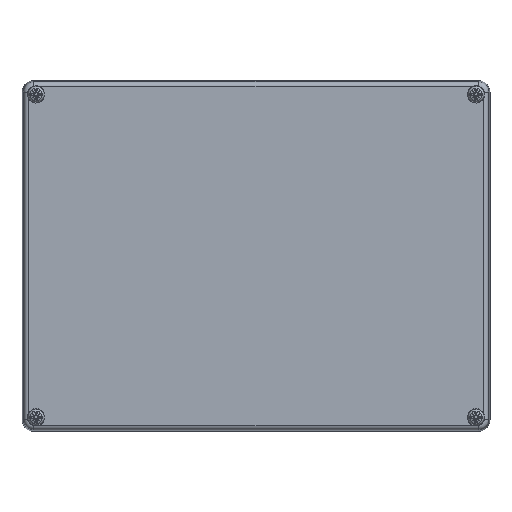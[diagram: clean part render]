
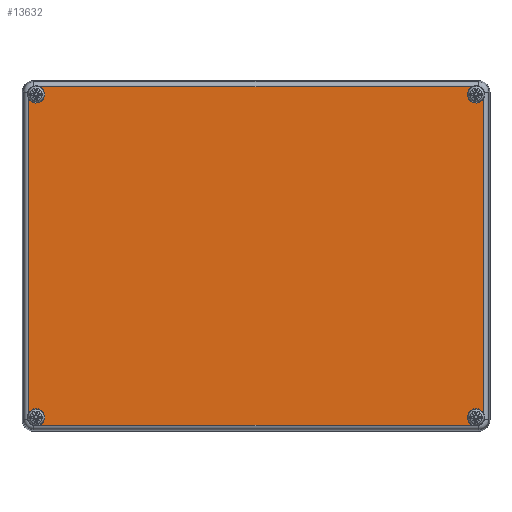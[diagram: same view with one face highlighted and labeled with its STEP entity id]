
A CAD part, top view. The second image highlights one B-rep face of the part: STEP entity #13632.
In plain terms, the highlighted face is planar.
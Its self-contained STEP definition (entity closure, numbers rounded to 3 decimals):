
#12844=CARTESIAN_POINT('',(92.4,-72.336,-40.0));
#12845=VERTEX_POINT('',#12844);
#12859=CARTESIAN_POINT('',(97.336,-67.4,-40.0));
#12860=VERTEX_POINT('',#12859);
#12861=CARTESIAN_POINT('',(94.,-69.,-40.0));
#12862=DIRECTION('',(0.0,0.0,1.0));
#12863=DIRECTION('',(1.0,0.0,0.0));
#12864=AXIS2_PLACEMENT_3D('',#12861,#12862,#12863);
#12865=CIRCLE('',#12864,3.7);
#12866=EDGE_CURVE('',#12860,#12845,#12865,.T.);
#12939=CARTESIAN_POINT('',(-97.336,-67.4,-40.0));
#12940=VERTEX_POINT('',#12939);
#12954=CARTESIAN_POINT('',(-92.4,-72.336,-40.0));
#12955=VERTEX_POINT('',#12954);
#12956=CARTESIAN_POINT('',(-94.,-69.,-40.0));
#12957=DIRECTION('',(0.0,0.0,1.0));
#12958=DIRECTION('',(1.0,0.0,0.0));
#12959=AXIS2_PLACEMENT_3D('',#12956,#12957,#12958);
#12960=CIRCLE('',#12959,3.7);
#12961=EDGE_CURVE('',#12955,#12940,#12960,.T.);
#13034=CARTESIAN_POINT('',(-92.4,72.336,-40.0));
#13035=VERTEX_POINT('',#13034);
#13049=CARTESIAN_POINT('',(-97.336,67.4,-40.0));
#13050=VERTEX_POINT('',#13049);
#13051=CARTESIAN_POINT('',(-94.,69.0,-40.0));
#13052=DIRECTION('',(0.0,0.0,1.0));
#13053=DIRECTION('',(1.0,0.0,0.0));
#13054=AXIS2_PLACEMENT_3D('',#13051,#13052,#13053);
#13055=CIRCLE('',#13054,3.7);
#13056=EDGE_CURVE('',#13050,#13035,#13055,.T.);
#13129=CARTESIAN_POINT('',(97.336,67.4,-40.0));
#13130=VERTEX_POINT('',#13129);
#13144=CARTESIAN_POINT('',(92.4,72.336,-40.0));
#13145=VERTEX_POINT('',#13144);
#13146=CARTESIAN_POINT('',(94.,69.,-40.0));
#13147=DIRECTION('',(0.0,0.0,1.0));
#13148=DIRECTION('',(1.0,0.0,0.0));
#13149=AXIS2_PLACEMENT_3D('',#13146,#13147,#13148);
#13150=CIRCLE('',#13149,3.7);
#13151=EDGE_CURVE('',#13145,#13130,#13150,.T.);
#13273=CARTESIAN_POINT('',(-92.4,-72.336,-40.0));
#13274=DIRECTION('',(1.0,0.0,0.0));
#13275=VECTOR('',#13274,184.801);
#13276=LINE('',#13273,#13275);
#13277=EDGE_CURVE('',#12955,#12845,#13276,.T.);
#13339=CARTESIAN_POINT('',(-97.336,67.4,-40.0));
#13340=DIRECTION('',(0.0,-1.0,0.0));
#13341=VECTOR('',#13340,134.801);
#13342=LINE('',#13339,#13341);
#13343=EDGE_CURVE('',#13050,#12940,#13342,.T.);
#13405=CARTESIAN_POINT('',(92.4,72.336,-40.0));
#13406=DIRECTION('',(-1.0,0.0,0.0));
#13407=VECTOR('',#13406,184.801);
#13408=LINE('',#13405,#13407);
#13409=EDGE_CURVE('',#13145,#13035,#13408,.T.);
#13494=CARTESIAN_POINT('',(97.336,-67.4,-40.0));
#13495=DIRECTION('',(0.0,1.0,0.0));
#13496=VECTOR('',#13495,134.801);
#13497=LINE('',#13494,#13496);
#13498=EDGE_CURVE('',#12860,#13130,#13497,.T.);
#13617=CARTESIAN_POINT('',(0.,0.,-40.0));
#13618=DIRECTION('',(0.0,0.0,1.0));
#13619=DIRECTION('',(1.0,0.0,0.0));
#13620=AXIS2_PLACEMENT_3D('',#13617,#13618,#13619);
#13621=PLANE('',#13620);
#13622=ORIENTED_EDGE('',*,*,#12866,.T.);
#13623=ORIENTED_EDGE('',*,*,#13277,.F.);
#13624=ORIENTED_EDGE('',*,*,#12961,.T.);
#13625=ORIENTED_EDGE('',*,*,#13343,.F.);
#13626=ORIENTED_EDGE('',*,*,#13056,.T.);
#13627=ORIENTED_EDGE('',*,*,#13409,.F.);
#13628=ORIENTED_EDGE('',*,*,#13151,.T.);
#13629=ORIENTED_EDGE('',*,*,#13498,.F.);
#13630=EDGE_LOOP('',(#13622,#13623,#13624,#13625,#13626,#13627,#13628,#13629));
#13631=FACE_OUTER_BOUND('',#13630,.T.);
#13632=ADVANCED_FACE('',(#13631),#13621,.F.);
